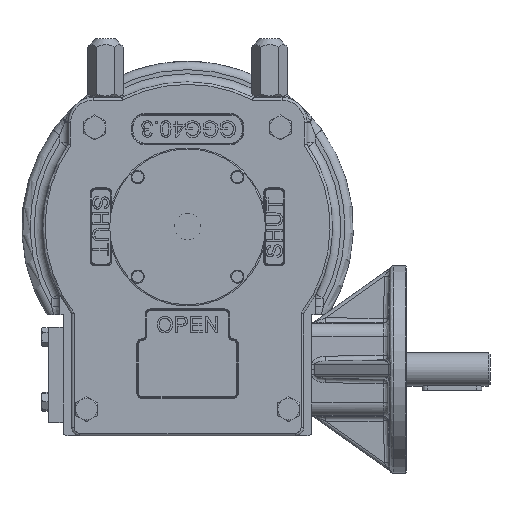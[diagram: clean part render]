
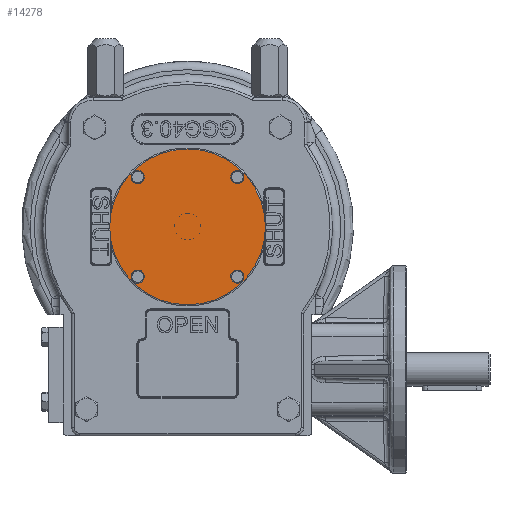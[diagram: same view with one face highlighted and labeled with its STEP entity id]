
A CAD part, top view. The second image highlights one B-rep face of the part: STEP entity #14278.
In plain terms, the highlighted planar face has unit normal (0, 0, 1).
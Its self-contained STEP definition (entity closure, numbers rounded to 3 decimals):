
#1857=PLANE('',#16757);
#5412=ORIENTED_EDGE('',*,*,#8319,.T.);
#5413=ORIENTED_EDGE('',*,*,#8320,.T.);
#5414=ORIENTED_EDGE('',*,*,#8321,.T.);
#5415=ORIENTED_EDGE('',*,*,#8322,.T.);
#5416=ORIENTED_EDGE('',*,*,#8313,.F.);
#8313=EDGE_CURVE('',#10152,#10152,#11316,.T.);
#8319=EDGE_CURVE('',#10158,#10158,#11322,.T.);
#8320=EDGE_CURVE('',#10159,#10159,#11323,.T.);
#8321=EDGE_CURVE('',#10160,#10160,#11324,.T.);
#8322=EDGE_CURVE('',#10161,#10161,#11325,.T.);
#10152=VERTEX_POINT('',#32486);
#10158=VERTEX_POINT('',#32500);
#10159=VERTEX_POINT('',#32502);
#10160=VERTEX_POINT('',#32504);
#10161=VERTEX_POINT('',#32506);
#11316=CIRCLE('',#16750,47.);
#11322=CIRCLE('',#16758,2.5);
#11323=CIRCLE('',#16759,2.5);
#11324=CIRCLE('',#16760,2.5);
#11325=CIRCLE('',#16761,2.5);
#12112=EDGE_LOOP('',(#5412));
#12113=EDGE_LOOP('',(#5413));
#12114=EDGE_LOOP('',(#5414));
#12115=EDGE_LOOP('',(#5415));
#12116=EDGE_LOOP('',(#5416));
#13190=FACE_BOUND('',#12112,.T.);
#13191=FACE_BOUND('',#12113,.T.);
#13192=FACE_BOUND('',#12114,.T.);
#13193=FACE_BOUND('',#12115,.T.);
#13194=FACE_BOUND('',#12116,.T.);
#14278=ADVANCED_FACE('',(#13190,#13191,#13192,#13193,#13194),#1857,.F.);
#16750=AXIS2_PLACEMENT_3D('',#32485,#19383,#19384);
#16757=AXIS2_PLACEMENT_3D('',#32498,#19397,#19398);
#16758=AXIS2_PLACEMENT_3D('',#32499,#19399,#19400);
#16759=AXIS2_PLACEMENT_3D('',#32501,#19401,#19402);
#16760=AXIS2_PLACEMENT_3D('',#32503,#19403,#19404);
#16761=AXIS2_PLACEMENT_3D('',#32505,#19405,#19406);
#19383=DIRECTION('',(0.,0.,-1.));
#19384=DIRECTION('',(1.,0.,0.));
#19397=DIRECTION('',(0.,0.,-1.));
#19398=DIRECTION('',(-1.,0.,0.));
#19399=DIRECTION('',(0.,0.,-1.));
#19400=DIRECTION('',(1.,0.,0.));
#19401=DIRECTION('',(0.,0.,-1.));
#19402=DIRECTION('',(0.,1.,0.));
#19403=DIRECTION('',(0.,0.,-1.));
#19404=DIRECTION('',(-1.,0.,0.));
#19405=DIRECTION('',(0.,0.,-1.));
#19406=DIRECTION('',(0.,-1.,0.));
#32485=CARTESIAN_POINT('',(0.,0.,85.5));
#32486=CARTESIAN_POINT('',(47.,0.,85.5));
#32498=CARTESIAN_POINT('',(0.,0.,85.5));
#32499=CARTESIAN_POINT('',(30.052,-30.052,85.5));
#32500=CARTESIAN_POINT('',(32.552,-30.052,85.5));
#32501=CARTESIAN_POINT('',(30.052,30.052,85.5));
#32502=CARTESIAN_POINT('',(30.052,32.552,85.5));
#32503=CARTESIAN_POINT('',(-30.052,30.052,85.5));
#32504=CARTESIAN_POINT('',(-32.552,30.052,85.5));
#32505=CARTESIAN_POINT('',(-30.052,-30.052,85.5));
#32506=CARTESIAN_POINT('',(-30.052,-32.552,85.5));
